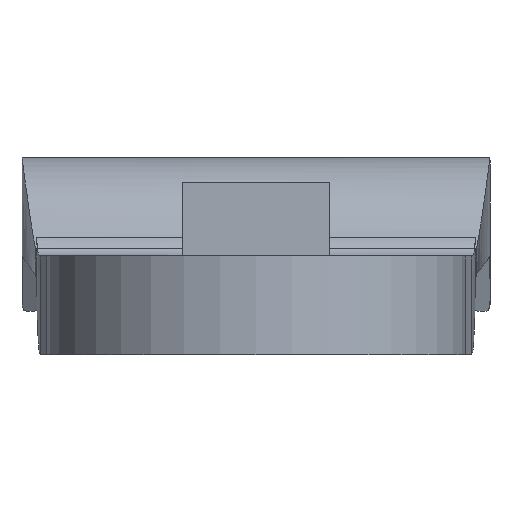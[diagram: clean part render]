
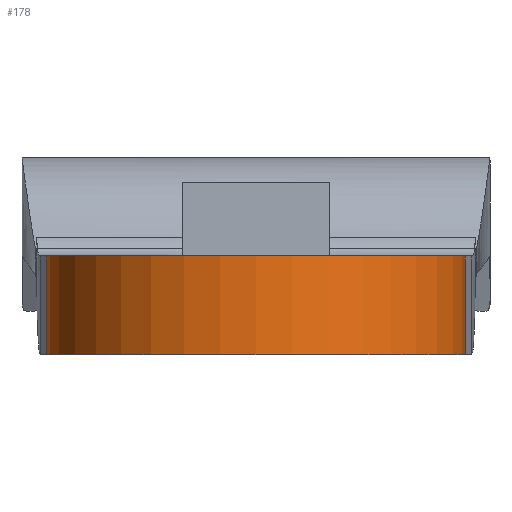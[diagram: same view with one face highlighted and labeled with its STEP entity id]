
A CAD part, left-side view. The second image highlights one B-rep face of the part: STEP entity #178.
In plain terms, the highlighted cylindrical face has radius 8.5 mm (diameter 17 mm), a partial arc.
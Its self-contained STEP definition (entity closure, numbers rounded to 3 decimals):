
#178=ADVANCED_FACE('',(#363),#364,.T.);
#363=FACE_OUTER_BOUND('',#620,.T.);
#364=CYLINDRICAL_SURFACE('',#621,8.5);
#620=EDGE_LOOP('',(#1119,#1120,#1121,#1122));
#621=AXIS2_PLACEMENT_3D('',#1123,#1124,#1125);
#1119=ORIENTED_EDGE('',*,*,#1379,.F.);
#1120=ORIENTED_EDGE('',*,*,#1236,.F.);
#1121=ORIENTED_EDGE('',*,*,#1377,.T.);
#1122=ORIENTED_EDGE('',*,*,#1241,.T.);
#1123=CARTESIAN_POINT('',(-0.5,0.0,0.0));
#1124=DIRECTION('',(0.0,0.0,-1.0));
#1125=DIRECTION('',(-1.0,0.0,0.0));
#1236=EDGE_CURVE('',#1470,#1472,#1473,.T.);
#1241=EDGE_CURVE('',#1480,#1478,#1481,.T.);
#1377=EDGE_CURVE('',#1470,#1480,#1669,.T.);
#1379=EDGE_CURVE('',#1472,#1478,#1671,.T.);
#1470=VERTEX_POINT('',#1846);
#1472=VERTEX_POINT('',#1849);
#1473=CIRCLE('',#1850,8.5);
#1478=VERTEX_POINT('',#1857);
#1480=VERTEX_POINT('',#1860);
#1481=CIRCLE('',#1861,8.5);
#1669=LINE('',#2130,#2131);
#1671=LINE('',#2133,#2134);
#1846=CARTESIAN_POINT('',(0.988,-8.369,-4.0));
#1849=CARTESIAN_POINT('',(0.988,8.369,-4.0));
#1850=AXIS2_PLACEMENT_3D('',#2197,#2198,#2199);
#1857=CARTESIAN_POINT('',(0.988,8.369,0.0));
#1860=CARTESIAN_POINT('',(0.988,-8.369,0.0));
#1861=AXIS2_PLACEMENT_3D('',#2203,#2204,#2205);
#2130=CARTESIAN_POINT('',(0.988,-8.369,0.0));
#2131=VECTOR('',#2343,1.0);
#2133=CARTESIAN_POINT('',(0.988,8.369,0.0));
#2134=VECTOR('',#2344,1.0);
#2197=CARTESIAN_POINT('',(-0.5,0.0,-4.0));
#2198=DIRECTION('',(0.0,0.0,-1.0));
#2199=DIRECTION('',(-1.0,0.0,0.0));
#2203=CARTESIAN_POINT('',(-0.5,0.0,0.0));
#2204=DIRECTION('',(0.0,0.0,-1.0));
#2205=DIRECTION('',(1.0,0.0,0.0));
#2343=DIRECTION('',(0.0,0.0,1.0));
#2344=DIRECTION('',(0.0,0.0,1.0));
